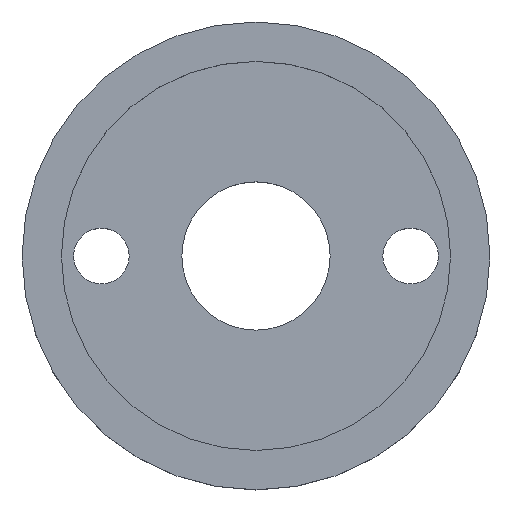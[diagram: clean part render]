
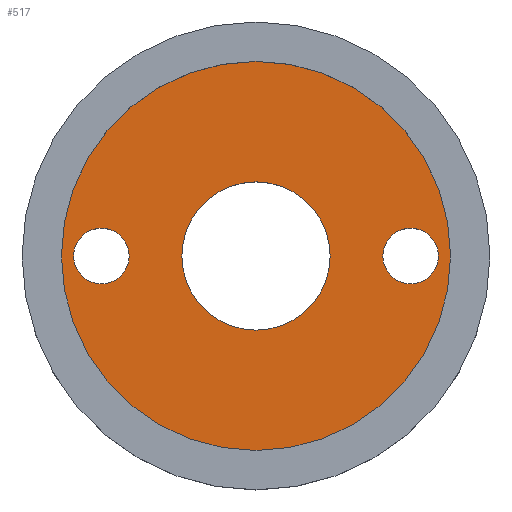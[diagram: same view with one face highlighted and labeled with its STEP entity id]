
A CAD part, top view. The second image highlights one B-rep face of the part: STEP entity #517.
In plain terms, the highlighted planar face has unit normal (0, 0, 1).
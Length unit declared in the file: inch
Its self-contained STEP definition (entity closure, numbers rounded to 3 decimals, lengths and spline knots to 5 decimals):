
#1 = ORIENTED_EDGE ( 'NONE', *, *, #571, .T. ) ;
#10 = DIRECTION ( 'NONE',  ( 0., 0., -1. ) ) ;
#33 = EDGE_CURVE ( 'NONE', #192, #481, #465, .T. ) ;
#42 = CIRCLE ( 'NONE', #543, 0.82677 ) ;
#43 = VERTEX_POINT ( 'NONE', #401 ) ;
#44 = ORIENTED_EDGE ( 'NONE', *, *, #117, .T. ) ;
#52 = EDGE_LOOP ( 'NONE', ( #703, #681 ) ) ;
#55 = DIRECTION ( 'NONE',  ( 0., 0., 1. ) ) ;
#57 = VERTEX_POINT ( 'NONE', #116 ) ;
#67 = DIRECTION ( 'NONE',  ( -1., 0., 0. ) ) ;
#69 = CARTESIAN_POINT ( 'NONE',  ( 0.657, 0., -0.17717 ) ) ;
#91 = DIRECTION ( 'NONE',  ( 0., 0., 1. ) ) ;
#97 = CIRCLE ( 'NONE', #435, 0.31496 ) ;
#105 = EDGE_CURVE ( 'NONE', #324, #186, #155, .T. ) ;
#107 = ORIENTED_EDGE ( 'NONE', *, *, #33, .T. ) ;
#110 = DIRECTION ( 'NONE',  ( 0., 0., 1. ) ) ;
#116 = CARTESIAN_POINT ( 'NONE',  ( -0.77511, 0., -0.17717 ) ) ;
#117 = EDGE_CURVE ( 'NONE', #43, #381, #654, .T. ) ;
#119 = CARTESIAN_POINT ( 'NONE',  ( 0., 0.82677, -0.17717 ) ) ;
#120 = CARTESIAN_POINT ( 'NONE',  ( 0., 0., -0.17717 ) ) ;
#122 = FACE_BOUND ( 'NONE', #52, .T. ) ;
#123 = DIRECTION ( 'NONE',  ( 0., 0., -1. ) ) ;
#151 = AXIS2_PLACEMENT_3D ( 'NONE', #119, #611, #620 ) ;
#155 = CIRCLE ( 'NONE', #363, 0.31496 ) ;
#163 = CIRCLE ( 'NONE', #608, 0.11811 ) ;
#178 = DIRECTION ( 'NONE',  ( 1., 0., 0. ) ) ;
#184 = CARTESIAN_POINT ( 'NONE',  ( 0., 0., -0.17717 ) ) ;
#186 = VERTEX_POINT ( 'NONE', #418 ) ;
#192 = VERTEX_POINT ( 'NONE', #297 ) ;
#208 = VERTEX_POINT ( 'NONE', #686 ) ;
#224 = CIRCLE ( 'NONE', #447, 0.11811 ) ;
#242 = CARTESIAN_POINT ( 'NONE',  ( -0.657, 0., -0.17717 ) ) ;
#248 = DIRECTION ( 'NONE',  ( 0., 0., -1. ) ) ;
#256 = DIRECTION ( 'NONE',  ( 1., 0., 0. ) ) ;
#258 = ORIENTED_EDGE ( 'NONE', *, *, #305, .T. ) ;
#269 = EDGE_LOOP ( 'NONE', ( #385, #258 ) ) ;
#290 = EDGE_CURVE ( 'NONE', #186, #324, #97, .T. ) ;
#297 = CARTESIAN_POINT ( 'NONE',  ( -0.82677, 0., -0.17717 ) ) ;
#301 = CARTESIAN_POINT ( 'NONE',  ( 0., 0., -0.17717 ) ) ;
#305 = EDGE_CURVE ( 'NONE', #57, #208, #163, .T. ) ;
#309 = AXIS2_PLACEMENT_3D ( 'NONE', #376, #416, #316 ) ;
#316 = DIRECTION ( 'NONE',  ( -1., 0., 0. ) ) ;
#324 = VERTEX_POINT ( 'NONE', #598 ) ;
#327 = EDGE_LOOP ( 'NONE', ( #699, #107 ) ) ;
#348 = FACE_BOUND ( 'NONE', #269, .T. ) ;
#363 = AXIS2_PLACEMENT_3D ( 'NONE', #120, #55, #508 ) ;
#371 = DIRECTION ( 'NONE',  ( 0., 0., 1. ) ) ;
#376 = CARTESIAN_POINT ( 'NONE',  ( 0.657, 0., -0.17717 ) ) ;
#381 = VERTEX_POINT ( 'NONE', #539 ) ;
#385 = ORIENTED_EDGE ( 'NONE', *, *, #529, .T. ) ;
#401 = CARTESIAN_POINT ( 'NONE',  ( 0.53889, 0., -0.17717 ) ) ;
#403 = FACE_BOUND ( 'NONE', #530, .T. ) ;
#416 = DIRECTION ( 'NONE',  ( 0., 0., -1. ) ) ;
#418 = CARTESIAN_POINT ( 'NONE',  ( 0.31496, 0., -0.17717 ) ) ;
#426 = CIRCLE ( 'NONE', #309, 0.11811 ) ;
#435 = AXIS2_PLACEMENT_3D ( 'NONE', #301, #371, #527 ) ;
#447 = AXIS2_PLACEMENT_3D ( 'NONE', #507, #10, #67 ) ;
#465 = CIRCLE ( 'NONE', #583, 0.82677 ) ;
#469 = DIRECTION ( 'NONE',  ( -1., 0., 0. ) ) ;
#481 = VERTEX_POINT ( 'NONE', #575 ) ;
#507 = CARTESIAN_POINT ( 'NONE',  ( -0.657, 0., -0.17717 ) ) ;
#508 = DIRECTION ( 'NONE',  ( 1., 0., 0. ) ) ;
#517 = ADVANCED_FACE ( 'NONE', ( #403, #348, #122, #679 ), #519, .F. ) ;
#519 = PLANE ( 'NONE',  #151 ) ;
#527 = DIRECTION ( 'NONE',  ( 1., 0., 0. ) ) ;
#529 = EDGE_CURVE ( 'NONE', #208, #57, #224, .T. ) ;
#530 = EDGE_LOOP ( 'NONE', ( #1, #44 ) ) ;
#539 = CARTESIAN_POINT ( 'NONE',  ( 0.77511, 0., -0.17717 ) ) ;
#543 = AXIS2_PLACEMENT_3D ( 'NONE', #184, #91, #256 ) ;
#556 = EDGE_CURVE ( 'NONE', #481, #192, #42, .T. ) ;
#569 = DIRECTION ( 'NONE',  ( -1., 0., 0. ) ) ;
#571 = EDGE_CURVE ( 'NONE', #381, #43, #426, .T. ) ;
#575 = CARTESIAN_POINT ( 'NONE',  ( 0.82677, 0., -0.17717 ) ) ;
#583 = AXIS2_PLACEMENT_3D ( 'NONE', #658, #110, #178 ) ;
#598 = CARTESIAN_POINT ( 'NONE',  ( -0.31496, 0., -0.17717 ) ) ;
#608 = AXIS2_PLACEMENT_3D ( 'NONE', #242, #248, #469 ) ;
#611 = DIRECTION ( 'NONE',  ( 0., 0., -1. ) ) ;
#620 = DIRECTION ( 'NONE',  ( -1., 0., 0. ) ) ;
#654 = CIRCLE ( 'NONE', #690, 0.11811 ) ;
#658 = CARTESIAN_POINT ( 'NONE',  ( 0., 0., -0.17717 ) ) ;
#679 = FACE_OUTER_BOUND ( 'NONE', #327, .T. ) ;
#681 = ORIENTED_EDGE ( 'NONE', *, *, #105, .F. ) ;
#686 = CARTESIAN_POINT ( 'NONE',  ( -0.53889, 0., -0.17717 ) ) ;
#690 = AXIS2_PLACEMENT_3D ( 'NONE', #69, #123, #569 ) ;
#699 = ORIENTED_EDGE ( 'NONE', *, *, #556, .T. ) ;
#703 = ORIENTED_EDGE ( 'NONE', *, *, #290, .F. ) ;
